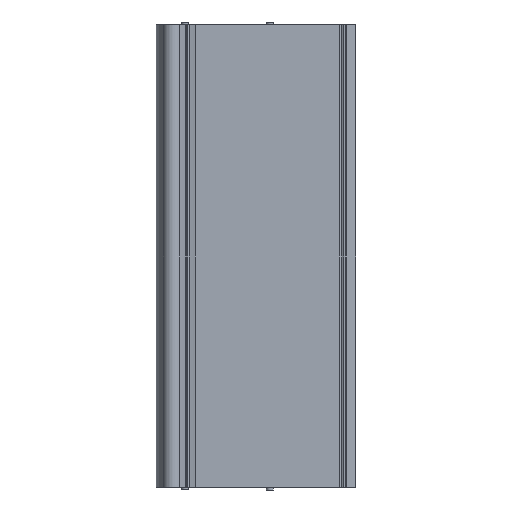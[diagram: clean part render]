
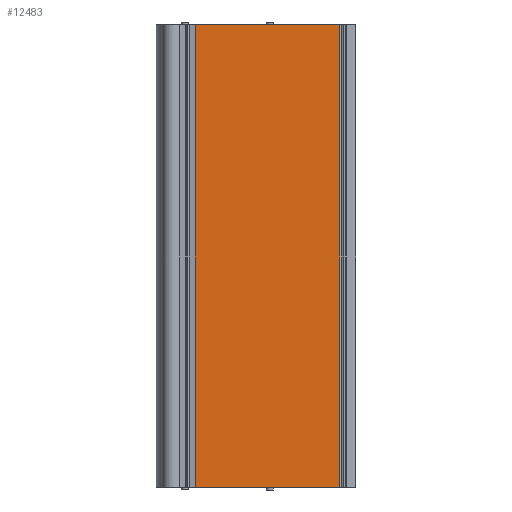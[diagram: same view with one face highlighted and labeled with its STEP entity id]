
A CAD part, left-side view. The second image highlights one B-rep face of the part: STEP entity #12483.
In plain terms, the highlighted planar face has unit normal (-1, 0, 0).
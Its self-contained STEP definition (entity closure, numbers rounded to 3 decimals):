
#453=FACE_OUTER_BOUND('',#1096,.T.);
#1096=EDGE_LOOP('',(#9440,#9441,#9442,#9443));
#2155=LINE('',#18155,#3563);
#2489=LINE('',#19140,#3897);
#2715=LINE('',#19659,#4123);
#2729=LINE('',#19692,#4137);
#3563=VECTOR('',#14370,10.);
#3897=VECTOR('',#15022,10.);
#4123=VECTOR('',#15612,10.);
#4137=VECTOR('',#15664,10.);
#5019=VERTEX_POINT('',#18152);
#5020=VERTEX_POINT('',#18154);
#5511=VERTEX_POINT('',#19137);
#5512=VERTEX_POINT('',#19139);
#6298=EDGE_CURVE('',#5019,#5020,#2155,.T.);
#6790=EDGE_CURVE('',#5511,#5512,#2489,.T.);
#7064=EDGE_CURVE('',#5020,#5511,#2715,.T.);
#7078=EDGE_CURVE('',#5019,#5512,#2729,.T.);
#9440=ORIENTED_EDGE('',*,*,#7078,.T.);
#9441=ORIENTED_EDGE('',*,*,#6790,.F.);
#9442=ORIENTED_EDGE('',*,*,#7064,.F.);
#9443=ORIENTED_EDGE('',*,*,#6298,.F.);
#12030=PLANE('',#13461);
#12483=ADVANCED_FACE('',(#453),#12030,.T.);
#13461=AXIS2_PLACEMENT_3D('',#19694,#15667,#15668);
#14370=DIRECTION('',(0.,1.,0.));
#15022=DIRECTION('',(0.,-1.,0.));
#15612=DIRECTION('',(0.,0.,1.));
#15664=DIRECTION('',(0.,0.,1.));
#15667=DIRECTION('center_axis',(-1.,0.,0.));
#15668=DIRECTION('ref_axis',(0.,-1.,0.));
#18152=CARTESIAN_POINT('',(-105.85,6.866,-100.));
#18154=CARTESIAN_POINT('',(-105.85,69.324,-100.));
#18155=CARTESIAN_POINT('',(-105.85,69.324,-100.));
#19137=CARTESIAN_POINT('',(-105.85,69.324,100.));
#19139=CARTESIAN_POINT('',(-105.85,6.866,100.));
#19140=CARTESIAN_POINT('',(-105.85,69.324,100.));
#19659=CARTESIAN_POINT('',(-105.85,69.324,0.));
#19692=CARTESIAN_POINT('',(-105.85,6.866,0.));
#19694=CARTESIAN_POINT('Origin',(-105.85,69.324,0.));
